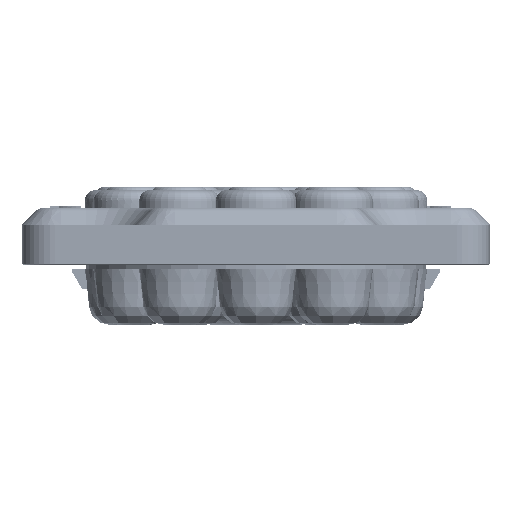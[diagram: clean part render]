
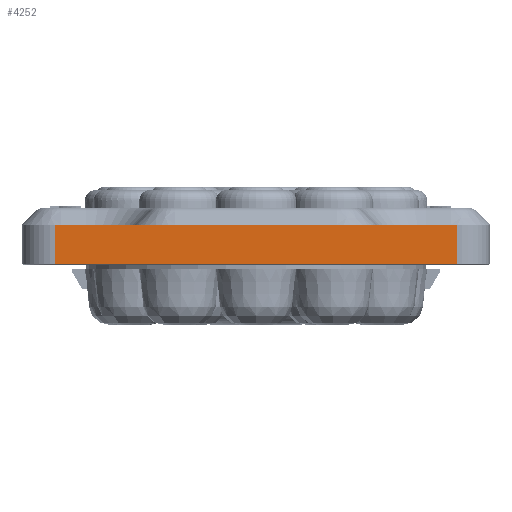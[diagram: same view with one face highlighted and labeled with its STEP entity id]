
A CAD part, left-side view. The second image highlights one B-rep face of the part: STEP entity #4252.
In plain terms, the highlighted planar face has unit normal (-1, 0, 0).
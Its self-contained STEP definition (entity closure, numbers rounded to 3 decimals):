
#4252 = ADVANCED_FACE( '', ( #9736 ), #9737, .F. );
#9736 = FACE_OUTER_BOUND( '', #18341, .T. );
#9737 = PLANE( '', #18342 );
#18341 = EDGE_LOOP( '', ( #29600, #29601, #29602, #29603, #29604, #29605 ) );
#18342 = AXIS2_PLACEMENT_3D( '', #29606, #29607, #29608 );
#29600 = ORIENTED_EDGE( '', *, *, #34225, .T. );
#29601 = ORIENTED_EDGE( '', *, *, #34685, .F. );
#29602 = ORIENTED_EDGE( '', *, *, #35761, .F. );
#29603 = ORIENTED_EDGE( '', *, *, #35762, .F. );
#29604 = ORIENTED_EDGE( '', *, *, #34721, .F. );
#29605 = ORIENTED_EDGE( '', *, *, #35450, .F. );
#29606 = CARTESIAN_POINT( '', ( -108.1, 36., 19. ) );
#29607 = DIRECTION( '', ( 1., 0., 0. ) );
#29608 = DIRECTION( '', ( 0., 1., 0. ) );
#34225 = EDGE_CURVE( '', #39702, #39700, #39703, .T. );
#34685 = EDGE_CURVE( '', #40362, #39700, #40364, .T. );
#34721 = EDGE_CURVE( '', #40408, #37736, #40410, .F. );
#35450 = EDGE_CURVE( '', #39702, #40408, #41381, .T. );
#35761 = EDGE_CURVE( '', #41775, #40362, #41776, .T. );
#35762 = EDGE_CURVE( '', #37736, #41775, #41777, .T. );
#37736 = VERTEX_POINT( '', #44877 );
#39700 = VERTEX_POINT( '', #48336 );
#39702 = VERTEX_POINT( '', #48338 );
#39703 = LINE( '', #48339, #48340 );
#40362 = VERTEX_POINT( '', #49798 );
#40364 = LINE( '', #49800, #49801 );
#40408 = VERTEX_POINT( '', #49855 );
#40410 = LINE( '', #49858, #49859 );
#41381 = LINE( '', #51600, #51601 );
#41775 = VERTEX_POINT( '', #52181 );
#41776 = LINE( '', #52182, #52183 );
#41777 = LINE( '', #52184, #52185 );
#44877 = CARTESIAN_POINT( '', ( -108.1, -14.5, 19. ) );
#48336 = CARTESIAN_POINT( '', ( -108.1, 36., 12. ) );
#48338 = CARTESIAN_POINT( '', ( -108.1, 36., 19. ) );
#48339 = CARTESIAN_POINT( '', ( -108.1, 36., 19. ) );
#48340 = VECTOR( '', #55954, 1000. );
#49798 = CARTESIAN_POINT( '', ( -108.1, -36., 12. ) );
#49800 = CARTESIAN_POINT( '', ( -108.1, -36., 12. ) );
#49801 = VECTOR( '', #56529, 1000. );
#49855 = CARTESIAN_POINT( '', ( -108.1, 14.5, 19. ) );
#49858 = CARTESIAN_POINT( '', ( -108.1, 35., 19. ) );
#49859 = VECTOR( '', #56568, 1000. );
#51600 = CARTESIAN_POINT( '', ( -108.1, 36., 19. ) );
#51601 = VECTOR( '', #57415, 1000. );
#52181 = CARTESIAN_POINT( '', ( -108.1, -36., 19. ) );
#52182 = CARTESIAN_POINT( '', ( -108.1, -36., 19. ) );
#52183 = VECTOR( '', #57717, 1000. );
#52184 = CARTESIAN_POINT( '', ( -108.1, 36., 19. ) );
#52185 = VECTOR( '', #57718, 1000. );
#55954 = DIRECTION( '', ( 0., 0., -1. ) );
#56529 = DIRECTION( '', ( 0., 1., 0. ) );
#56568 = DIRECTION( '', ( 0., 1., 0. ) );
#57415 = DIRECTION( '', ( 0., -1., 0. ) );
#57717 = DIRECTION( '', ( 0., 0., -1. ) );
#57718 = DIRECTION( '', ( 0., -1., 0. ) );
